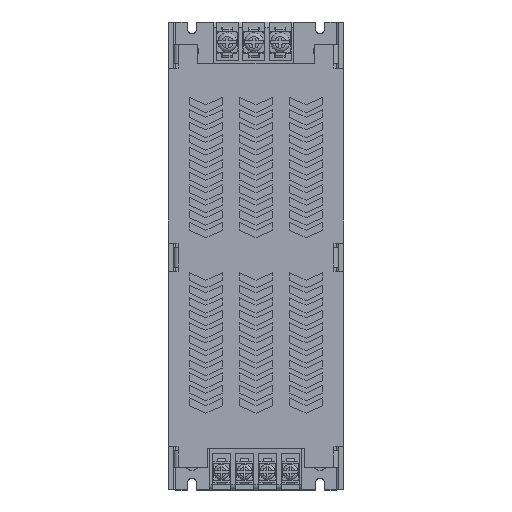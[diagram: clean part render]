
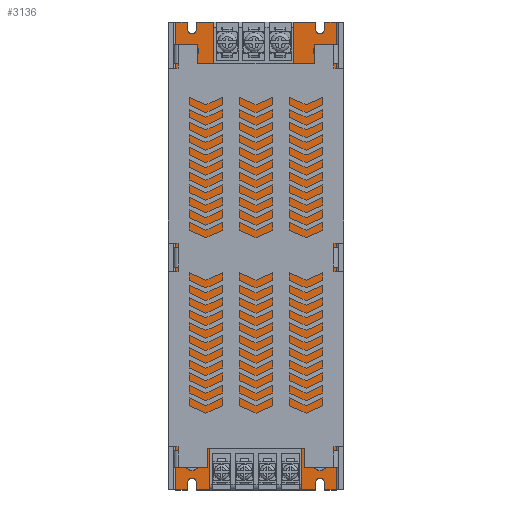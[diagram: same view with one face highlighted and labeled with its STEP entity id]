
A CAD part, top view. The second image highlights one B-rep face of the part: STEP entity #3136.
In plain terms, the highlighted planar face has unit normal (0, 0, 1).
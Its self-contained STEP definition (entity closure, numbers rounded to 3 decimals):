
#2031=FACE_BOUND('',#7083,.T.);
#2032=FACE_BOUND('',#7084,.T.);
#2033=FACE_BOUND('',#7085,.T.);
#2034=FACE_BOUND('',#7086,.T.);
#2035=FACE_BOUND('',#7087,.T.);
#2439=CIRCLE('',#30912,1.6);
#2440=CIRCLE('',#30913,1.6);
#2441=CIRCLE('',#30914,1.6);
#2442=CIRCLE('',#30915,1.6);
#2443=CIRCLE('',#30916,2.5);
#2444=CIRCLE('',#30917,2.5);
#2445=CIRCLE('',#30918,2.5);
#2446=CIRCLE('',#30919,2.5);
#3136=ADVANCED_FACE('',(#2031,#2032,#2033,#2034,#2035),#4596,.T.);
#4596=PLANE('',#30920);
#7083=EDGE_LOOP('',(#8882,#8883,#8884,#8885,#8886,#8887,#8888,#8889,#8890,
#8891,#8892,#8893,#8894,#8895,#8896,#8897,#8898,#8899,#8900,#8901));
#7084=EDGE_LOOP('',(#8902));
#7085=EDGE_LOOP('',(#8903));
#7086=EDGE_LOOP('',(#8904));
#7087=EDGE_LOOP('',(#8905));
#8882=ORIENTED_EDGE('',*,*,#20956,.T.);
#8883=ORIENTED_EDGE('',*,*,#20916,.T.);
#8884=ORIENTED_EDGE('',*,*,#20957,.F.);
#8885=ORIENTED_EDGE('',*,*,#20958,.F.);
#8886=ORIENTED_EDGE('',*,*,#20959,.F.);
#8887=ORIENTED_EDGE('',*,*,#20940,.T.);
#8888=ORIENTED_EDGE('',*,*,#20960,.T.);
#8889=ORIENTED_EDGE('',*,*,#20934,.T.);
#8890=ORIENTED_EDGE('',*,*,#20961,.F.);
#8891=ORIENTED_EDGE('',*,*,#20962,.F.);
#8892=ORIENTED_EDGE('',*,*,#20963,.F.);
#8893=ORIENTED_EDGE('',*,*,#20920,.T.);
#8894=ORIENTED_EDGE('',*,*,#20964,.F.);
#8895=ORIENTED_EDGE('',*,*,#20965,.F.);
#8896=ORIENTED_EDGE('',*,*,#20966,.F.);
#8897=ORIENTED_EDGE('',*,*,#20948,.T.);
#8898=ORIENTED_EDGE('',*,*,#20967,.T.);
#8899=ORIENTED_EDGE('',*,*,#20926,.T.);
#8900=ORIENTED_EDGE('',*,*,#20968,.T.);
#8901=ORIENTED_EDGE('',*,*,#20969,.T.);
#8902=ORIENTED_EDGE('',*,*,#20970,.F.);
#8903=ORIENTED_EDGE('',*,*,#20971,.F.);
#8904=ORIENTED_EDGE('',*,*,#20972,.T.);
#8905=ORIENTED_EDGE('',*,*,#20973,.T.);
#17824=VERTEX_POINT('',#40148);
#17825=VERTEX_POINT('',#40149);
#17828=VERTEX_POINT('',#40157);
#17829=VERTEX_POINT('',#40158);
#17834=VERTEX_POINT('',#40169);
#17835=VERTEX_POINT('',#40171);
#17842=VERTEX_POINT('',#40186);
#17843=VERTEX_POINT('',#40188);
#17848=VERTEX_POINT('',#40200);
#17849=VERTEX_POINT('',#40201);
#17856=VERTEX_POINT('',#40217);
#17857=VERTEX_POINT('',#40218);
#17864=VERTEX_POINT('',#40234);
#17865=VERTEX_POINT('',#40236);
#17866=VERTEX_POINT('',#40238);
#17867=VERTEX_POINT('',#40242);
#17868=VERTEX_POINT('',#40244);
#17869=VERTEX_POINT('',#40247);
#17870=VERTEX_POINT('',#40249);
#17871=VERTEX_POINT('',#40253);
#17872=VERTEX_POINT('',#40256);
#17873=VERTEX_POINT('',#40258);
#17874=VERTEX_POINT('',#40260);
#17875=VERTEX_POINT('',#40262);
#20916=EDGE_CURVE('',#17824,#17825,#25407,.T.);
#20920=EDGE_CURVE('',#17828,#17829,#25411,.T.);
#20926=EDGE_CURVE('',#17835,#17834,#25417,.T.);
#20934=EDGE_CURVE('',#17843,#17842,#25423,.T.);
#20940=EDGE_CURVE('',#17848,#17849,#25427,.T.);
#20948=EDGE_CURVE('',#17856,#17857,#25433,.T.);
#20956=EDGE_CURVE('',#17864,#17824,#25439,.T.);
#20957=EDGE_CURVE('',#17865,#17825,#25440,.T.);
#20958=EDGE_CURVE('',#17866,#17865,#2439,.T.);
#20959=EDGE_CURVE('',#17848,#17866,#25441,.T.);
#20960=EDGE_CURVE('',#17849,#17843,#25442,.T.);
#20961=EDGE_CURVE('',#17867,#17842,#25443,.T.);
#20962=EDGE_CURVE('',#17868,#17867,#2440,.T.);
#20963=EDGE_CURVE('',#17828,#17868,#25444,.T.);
#20964=EDGE_CURVE('',#17869,#17829,#25445,.T.);
#20965=EDGE_CURVE('',#17870,#17869,#2441,.T.);
#20966=EDGE_CURVE('',#17856,#17870,#25446,.T.);
#20967=EDGE_CURVE('',#17857,#17835,#25447,.T.);
#20968=EDGE_CURVE('',#17834,#17871,#25448,.T.);
#20969=EDGE_CURVE('',#17871,#17864,#2442,.T.);
#20970=EDGE_CURVE('',#17872,#17872,#2443,.T.);
#20971=EDGE_CURVE('',#17873,#17873,#2444,.T.);
#20972=EDGE_CURVE('',#17874,#17874,#2445,.T.);
#20973=EDGE_CURVE('',#17875,#17875,#2446,.T.);
#25407=LINE('',#40147,#28152);
#25411=LINE('',#40156,#28156);
#25417=LINE('',#40170,#28162);
#25423=LINE('',#40187,#28168);
#25427=LINE('',#40199,#28172);
#25433=LINE('',#40216,#28178);
#25439=LINE('',#40233,#28184);
#25440=LINE('',#40235,#28185);
#25441=LINE('',#40239,#28186);
#25442=LINE('',#40240,#28187);
#25443=LINE('',#40241,#28188);
#25444=LINE('',#40245,#28189);
#25445=LINE('',#40246,#28190);
#25446=LINE('',#40250,#28191);
#25447=LINE('',#40251,#28192);
#25448=LINE('',#40252,#28193);
#28152=VECTOR('',#33067,1.);
#28156=VECTOR('',#33073,1.);
#28162=VECTOR('',#33081,1.);
#28168=VECTOR('',#33093,1.);
#28172=VECTOR('',#33103,1.);
#28178=VECTOR('',#33115,1.);
#28184=VECTOR('',#33127,1.);
#28185=VECTOR('',#33128,1.);
#28186=VECTOR('',#33131,1.);
#28187=VECTOR('',#33132,1.);
#28188=VECTOR('',#33133,1.);
#28189=VECTOR('',#33136,1.);
#28190=VECTOR('',#33137,1.);
#28191=VECTOR('',#33140,1.);
#28192=VECTOR('',#33141,1.);
#28193=VECTOR('',#33142,1.);
#30912=AXIS2_PLACEMENT_3D('',#40237,#33129,#33130);
#30913=AXIS2_PLACEMENT_3D('',#40243,#33134,#33135);
#30914=AXIS2_PLACEMENT_3D('',#40248,#33138,#33139);
#30915=AXIS2_PLACEMENT_3D('',#40254,#33143,#33144);
#30916=AXIS2_PLACEMENT_3D('',#40255,#33145,#33146);
#30917=AXIS2_PLACEMENT_3D('',#40257,#33147,#33148);
#30918=AXIS2_PLACEMENT_3D('',#40259,#33149,#33150);
#30919=AXIS2_PLACEMENT_3D('',#40261,#33151,#33152);
#30920=AXIS2_PLACEMENT_3D('',#40263,#33153,#33154);
#33067=DIRECTION('',(-1.,0.,0.));
#33073=DIRECTION('',(1.,0.,0.));
#33081=DIRECTION('',(-1.,0.,0.));
#33093=DIRECTION('',(1.,0.,0.));
#33103=DIRECTION('',(-1.,0.,0.));
#33115=DIRECTION('',(1.,0.,0.));
#33127=DIRECTION('',(0.,1.,0.));
#33128=DIRECTION('',(0.,1.,0.));
#33129=DIRECTION('',(0.,0.,1.));
#33130=DIRECTION('',(1.,0.,0.));
#33131=DIRECTION('',(0.,-1.,0.));
#33132=DIRECTION('',(0.,-1.,0.));
#33133=DIRECTION('',(0.,-1.,0.));
#33134=DIRECTION('',(0.,0.,1.));
#33135=DIRECTION('',(1.,0.,0.));
#33136=DIRECTION('',(0.,1.,0.));
#33137=DIRECTION('',(0.,-1.,0.));
#33138=DIRECTION('',(0.,0.,1.));
#33139=DIRECTION('',(1.,0.,0.));
#33140=DIRECTION('',(0.,1.,0.));
#33141=DIRECTION('',(0.,1.,0.));
#33142=DIRECTION('',(0.,-1.,0.));
#33143=DIRECTION('',(0.,0.,-1.));
#33144=DIRECTION('',(1.,0.,0.));
#33145=DIRECTION('',(0.,0.,1.));
#33146=DIRECTION('',(1.,0.,0.));
#33147=DIRECTION('',(0.,0.,1.));
#33148=DIRECTION('',(1.,0.,0.));
#33149=DIRECTION('',(0.,0.,-1.));
#33150=DIRECTION('',(1.,0.,0.));
#33151=DIRECTION('',(0.,0.,-1.));
#33152=DIRECTION('',(1.,0.,0.));
#33153=DIRECTION('',(0.,0.,1.));
#33154=DIRECTION('',(1.,0.,0.));
#40147=CARTESIAN_POINT('',(63.,168.,2.));
#40148=CARTESIAN_POINT('',(52.9,168.,2.));
#40149=CARTESIAN_POINT('',(10.1,168.,2.));
#40156=CARTESIAN_POINT('',(0.,0.,2.));
#40157=CARTESIAN_POINT('',(10.1,0.,2.));
#40158=CARTESIAN_POINT('',(52.9,0.,2.));
#40169=CARTESIAN_POINT('',(56.1,168.,2.));
#40170=CARTESIAN_POINT('',(63.,168.,2.));
#40171=CARTESIAN_POINT('',(60.4,168.,2.));
#40186=CARTESIAN_POINT('',(6.9,0.,2.));
#40187=CARTESIAN_POINT('',(0.,0.,2.));
#40188=CARTESIAN_POINT('',(2.6,0.,2.));
#40199=CARTESIAN_POINT('',(63.,168.,2.));
#40200=CARTESIAN_POINT('',(6.9,168.,2.));
#40201=CARTESIAN_POINT('',(2.6,168.,2.));
#40216=CARTESIAN_POINT('',(0.,0.,2.));
#40217=CARTESIAN_POINT('',(56.1,0.,2.));
#40218=CARTESIAN_POINT('',(60.4,0.,2.));
#40233=CARTESIAN_POINT('',(52.9,0.,2.));
#40234=CARTESIAN_POINT('',(52.9,165.4,2.));
#40235=CARTESIAN_POINT('',(10.1,0.,2.));
#40236=CARTESIAN_POINT('',(10.1,165.4,2.));
#40237=CARTESIAN_POINT('',(8.5,165.4,2.));
#40238=CARTESIAN_POINT('',(6.9,165.4,2.));
#40239=CARTESIAN_POINT('',(6.9,0.,2.));
#40240=CARTESIAN_POINT('',(2.6,168.,2.));
#40241=CARTESIAN_POINT('',(6.9,0.,2.));
#40242=CARTESIAN_POINT('',(6.9,2.6,2.));
#40243=CARTESIAN_POINT('',(8.5,2.6,2.));
#40244=CARTESIAN_POINT('',(10.1,2.6,2.));
#40245=CARTESIAN_POINT('',(10.1,0.,2.));
#40246=CARTESIAN_POINT('',(52.9,0.,2.));
#40247=CARTESIAN_POINT('',(52.9,2.6,2.));
#40248=CARTESIAN_POINT('',(54.5,2.6,2.));
#40249=CARTESIAN_POINT('',(56.1,2.6,2.));
#40250=CARTESIAN_POINT('',(56.1,0.,2.));
#40251=CARTESIAN_POINT('',(60.4,0.,2.));
#40252=CARTESIAN_POINT('',(56.1,0.,2.));
#40253=CARTESIAN_POINT('',(56.1,165.4,2.));
#40254=CARTESIAN_POINT('',(54.5,165.4,2.));
#40255=CARTESIAN_POINT('',(8.5,157.5,2.));
#40256=CARTESIAN_POINT('',(11.,157.5,2.));
#40257=CARTESIAN_POINT('',(8.5,9.5,2.));
#40258=CARTESIAN_POINT('',(11.,9.5,2.));
#40259=CARTESIAN_POINT('',(54.5,9.5,2.));
#40260=CARTESIAN_POINT('',(57.,9.5,2.));
#40261=CARTESIAN_POINT('',(54.5,157.5,2.));
#40262=CARTESIAN_POINT('',(57.,157.5,2.));
#40263=CARTESIAN_POINT('',(0.,0.,2.));
